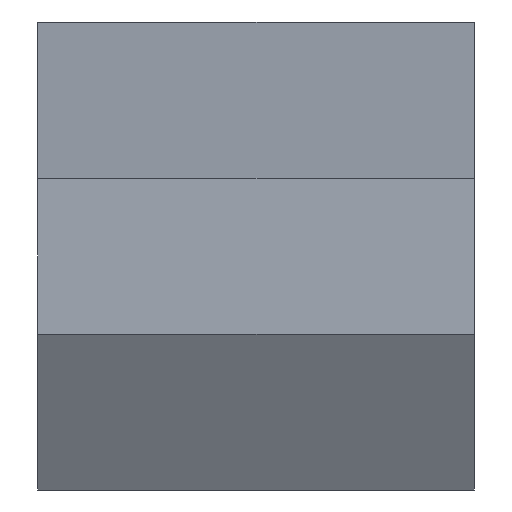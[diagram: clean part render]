
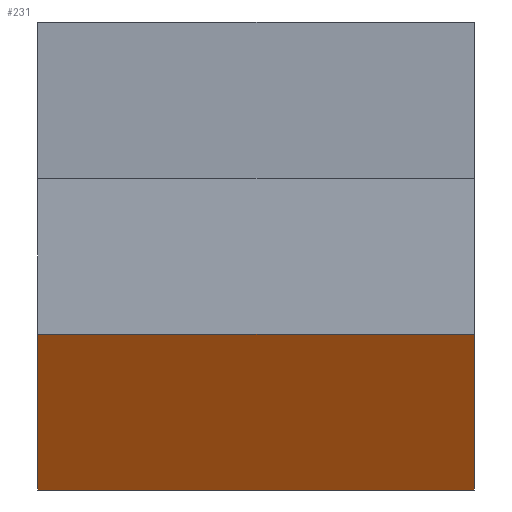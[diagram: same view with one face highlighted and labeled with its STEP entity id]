
A CAD part, left-side view. The second image highlights one B-rep face of the part: STEP entity #231.
In plain terms, the highlighted planar face has unit normal (-0.225, 0, -0.974).
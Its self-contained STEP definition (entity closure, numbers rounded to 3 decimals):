
#19 = VERTEX_POINT ( 'NONE', #193 ) ;
#48 = EDGE_CURVE ( 'NONE', #19, #52, #364, .T. ) ;
#52 = VERTEX_POINT ( 'NONE', #351 ) ;
#58 = VERTEX_POINT ( 'NONE', #345 ) ;
#60 = EDGE_CURVE ( 'NONE', #61, #58, #344, .T. ) ;
#61 = VERTEX_POINT ( 'NONE', #340 ) ;
#193 = CARTESIAN_POINT ( 'NONE',  ( -49.565, -28., -5. ) ) ;
#231 = ADVANCED_FACE ( 'NONE', ( #446 ), #449, .F. ) ;
#232 = EDGE_LOOP ( 'NONE', ( #233, #234, #235, #236 ) ) ;
#233 = ORIENTED_EDGE ( 'NONE', *, *, #60, .T. ) ;
#234 = ORIENTED_EDGE ( 'NONE', *, *, #372, .F. ) ;
#235 = ORIENTED_EDGE ( 'NONE', *, *, #48, .F. ) ;
#236 = ORIENTED_EDGE ( 'NONE', *, *, #237, .T. ) ;
#237 = EDGE_CURVE ( 'NONE', #19, #61, #443, .T. ) ;
#340 = CARTESIAN_POINT ( 'NONE',  ( -49.565, 0., -5. ) ) ;
#341 = DIRECTION ( 'NONE',  ( 0.974, 0., -0.225 ) ) ;
#342 = VECTOR ( 'NONE', #341, 1000. ) ;
#343 = CARTESIAN_POINT ( 'NONE',  ( -49.565, 0., -5. ) ) ;
#344 = LINE ( 'NONE', #343, #342 ) ;
#345 = CARTESIAN_POINT ( 'NONE',  ( -6.25, 0., -15. ) ) ;
#351 = CARTESIAN_POINT ( 'NONE',  ( -6.25, -28., -15. ) ) ;
#356 = DIRECTION ( 'NONE',  ( 0.974, 0., -0.225 ) ) ;
#357 = VECTOR ( 'NONE', #356, 1000. ) ;
#358 = CARTESIAN_POINT ( 'NONE',  ( -49.565, -28., -5. ) ) ;
#364 = LINE ( 'NONE', #358, #357 ) ;
#372 = EDGE_CURVE ( 'NONE', #52, #58, #668, .T. ) ;
#438 = VECTOR ( 'NONE', #439, 1000. ) ;
#439 = DIRECTION ( 'NONE',  ( 0., 1., 0. ) ) ;
#440 = CARTESIAN_POINT ( 'NONE',  ( -49.565, -28., -5. ) ) ;
#441 = DIRECTION ( 'NONE',  ( 0.974, 0., -0.225 ) ) ;
#442 = DIRECTION ( 'NONE',  ( 0.225, 0., 0.974 ) ) ;
#443 = LINE ( 'NONE', #440, #438 ) ;
#444 = CARTESIAN_POINT ( 'NONE',  ( -49.565, -28., -5. ) ) ;
#445 = AXIS2_PLACEMENT_3D ( 'NONE', #444, #442, #441 ) ;
#446 = FACE_OUTER_BOUND ( 'NONE', #232, .T. ) ;
#449 = PLANE ( 'NONE',  #445 ) ;
#625 = CARTESIAN_POINT ( 'NONE',  ( -6.25, -28., -15. ) ) ;
#647 = VECTOR ( 'NONE', #660, 1000. ) ;
#660 = DIRECTION ( 'NONE',  ( 0., 1., 0. ) ) ;
#668 = LINE ( 'NONE', #625, #647 ) ;
